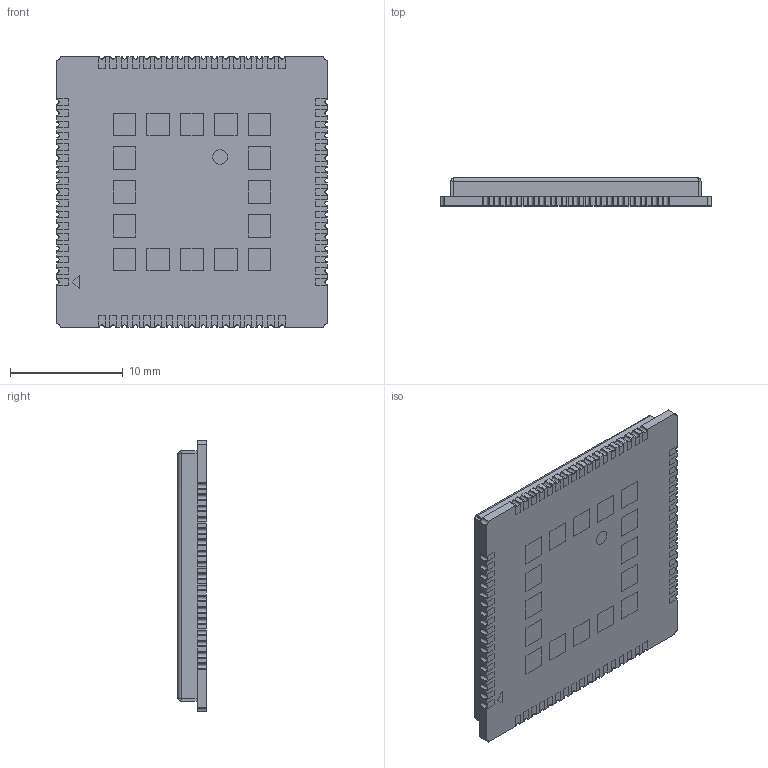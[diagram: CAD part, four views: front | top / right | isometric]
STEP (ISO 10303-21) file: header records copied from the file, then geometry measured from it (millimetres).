
FILE_DESCRIPTION (( 'STEP AP214' ), '1' );
FILE_NAME ('SIM7070G.STEP', '2024-06-06T07:11:52', ( 'LENOVO' ), ( '' ), 'SwSTEP 2.0', 'SolidWorks 2021', '' );
FILE_SCHEMA (( 'AUTOMOTIVE_DESIGN' ));
Length unit declared in the file: millimetre
Products named in the file (1): SIM7070G
Bounding box: 24 x 2.5 x 24 mm (x, y, z)
Volume: 580.3 mm3; surface area: 2993.9 mm2
Topology: 89 solids, 89 shells, 1335 faces, 3382 edges, 2244 vertices
Faces by surface type: plane 1239, cylinder 88, bspline 8
Entity records: 40490 total; most frequent: CARTESIAN_POINT 7282, ORIENTED_EDGE 6764, DIRECTION 6182, EDGE_CURVE 3382, LINE 3206, VECTOR 3206, VERTEX_POINT 2244, AXIS2_PLACEMENT_3D 1488
